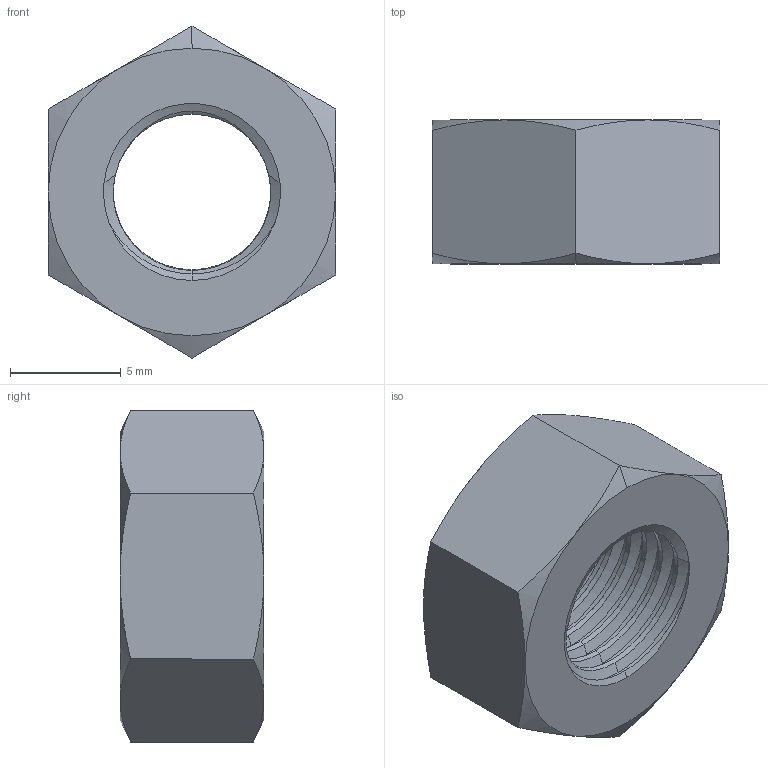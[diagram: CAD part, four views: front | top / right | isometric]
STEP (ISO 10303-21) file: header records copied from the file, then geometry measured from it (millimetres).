
FILE_DESCRIPTION (( 'STEP AP203' ), '1' );
FILE_NAME ('91415A105.step', '2006-04-28T11:41:11', ( ' ' ), ( ' ' ), 'SwSTEP 2.0', 'SolidWorks 2005235', '' );
FILE_SCHEMA (( 'CONFIG_CONTROL_DESIGN' ));
Length unit declared in the file: millimetre
Products named in the file (1): 91415A105
Bounding box: 13 x 6.5 x 15.01 mm (x, y, z)
Volume: 656.2 mm3; surface area: 712.8 mm2
Topology: 1 solids, 1 shells, 83 faces, 177 edges, 96 vertices
Faces by surface type: cone 47, cylinder 28, plane 8
Entity records: 3198 total; most frequent: CARTESIAN_POINT 1455, ORIENTED_EDGE 354, DIRECTION 329, EDGE_CURVE 177, AXIS2_PLACEMENT_3D 136, VERTEX_POINT 96, EDGE_LOOP 85, ADVANCED_FACE 83
